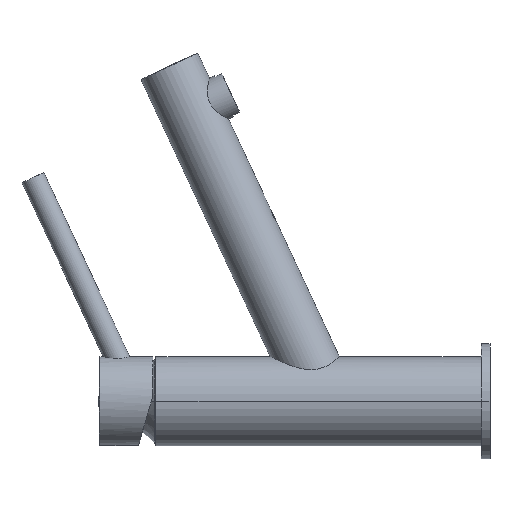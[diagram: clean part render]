
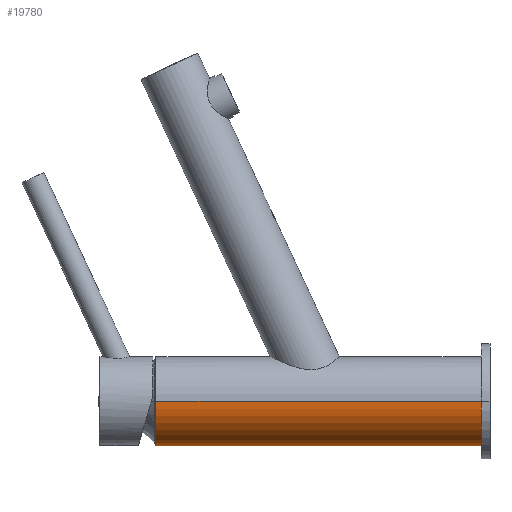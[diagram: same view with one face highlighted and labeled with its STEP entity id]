
A CAD part, left-side view. The second image highlights one B-rep face of the part: STEP entity #19780.
In plain terms, the highlighted cylindrical face has radius 17.75 mm (diameter 35.5 mm), a partial arc.
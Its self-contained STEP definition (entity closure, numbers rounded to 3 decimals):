
#6281=CARTESIAN_POINT('',(0.,130.,0.));
#6282=DIRECTION('',(0.,1.,0.));
#6283=DIRECTION('',(1.,0.,0.));
#6284=AXIS2_PLACEMENT_3D('',#6281,#6282,#6283);
#6291=CARTESIAN_POINT('',(0.,0.,0.));
#6292=DIRECTION('',(0.,-1.,0.));
#6293=DIRECTION('',(-1.,0.,0.));
#6294=AXIS2_PLACEMENT_3D('',#6291,#6292,#6293);
#6296=DIRECTION('',(0.,1.,0.));
#6297=VECTOR('',#6296,130.);
#6298=CARTESIAN_POINT('',(17.75,0.,0.));
#6299=LINE('',#6298,#6297);
#6300=DIRECTION('',(0.,1.,0.));
#6301=VECTOR('',#6300,130.);
#6302=CARTESIAN_POINT('',(-17.75,0.,0.));
#6303=LINE('',#6302,#6301);
#9148=CARTESIAN_POINT('',(17.75,130.,0.));
#9149=CARTESIAN_POINT('',(-17.75,130.,0.));
#9150=VERTEX_POINT('',#9148);
#9151=VERTEX_POINT('',#9149);
#10775=CARTESIAN_POINT('',(17.75,0.,0.));
#10776=CARTESIAN_POINT('',(-17.75,0.,0.));
#10777=VERTEX_POINT('',#10775);
#10778=VERTEX_POINT('',#10776);
#19766=CARTESIAN_POINT('',(0.,136.5,0.));
#19767=DIRECTION('',(0.,-1.,0.));
#19768=DIRECTION('',(-1.,0.,0.));
#19769=AXIS2_PLACEMENT_3D('',#19766,#19767,#19768);
#19770=CYLINDRICAL_SURFACE('',#19769,17.75);
#19772=ORIENTED_EDGE('',*,*,#19771,.T.);
#19774=ORIENTED_EDGE('',*,*,#19773,.T.);
#19775=ORIENTED_EDGE('',*,*,#19748,.T.);
#19777=ORIENTED_EDGE('',*,*,#19776,.F.);
#19778=EDGE_LOOP('',(#19772,#19774,#19775,#19777));
#19779=FACE_OUTER_BOUND('',#19778,.F.);
#19780=ADVANCED_FACE('',(#19779),#19770,.T.);
#6285=CIRCLE('',#6284,17.75);
#6295=CIRCLE('',#6294,17.75);
#19748=EDGE_CURVE('',#9150,#9151,#6285,.T.);
#19771=EDGE_CURVE('',#10778,#10777,#6295,.T.);
#19773=EDGE_CURVE('',#10777,#9150,#6299,.T.);
#19776=EDGE_CURVE('',#10778,#9151,#6303,.T.);
